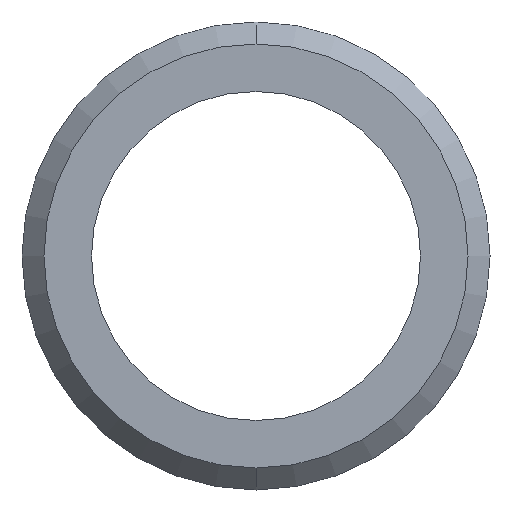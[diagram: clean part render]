
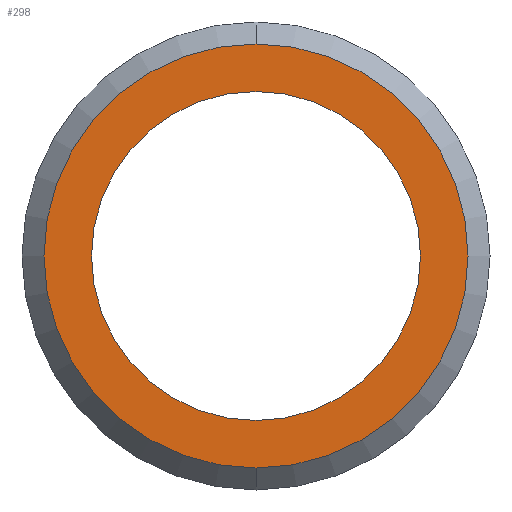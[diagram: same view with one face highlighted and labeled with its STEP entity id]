
A CAD part, front view. The second image highlights one B-rep face of the part: STEP entity #298.
In plain terms, the highlighted planar face has unit normal (0, -1, 0).
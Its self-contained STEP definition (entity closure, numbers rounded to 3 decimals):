
#10 = EDGE_CURVE ( 'NONE', #80, #264, #81, .T. ) ;
#11 = DIRECTION ( 'NONE',  ( 0., -1., 0. ) ) ;
#19 = CARTESIAN_POINT ( 'NONE',  ( 0., 0., 0. ) ) ;
#30 = ORIENTED_EDGE ( 'NONE', *, *, #374, .T. ) ;
#33 = EDGE_LOOP ( 'NONE', ( #284, #371 ) ) ;
#36 = DIRECTION ( 'NONE',  ( 0., 1., 0. ) ) ;
#43 = FACE_BOUND ( 'NONE', #33, .T. ) ;
#54 = VERTEX_POINT ( 'NONE', #262 ) ;
#56 = DIRECTION ( 'NONE',  ( 0., 0., 1. ) ) ;
#63 = DIRECTION ( 'NONE',  ( 0., 0., -1. ) ) ;
#66 = DIRECTION ( 'NONE',  ( 0., 0., -1. ) ) ;
#70 = CIRCLE ( 'NONE', #194, 14.5 ) ;
#71 = AXIS2_PLACEMENT_3D ( 'NONE', #364, #133, #63 ) ;
#77 = DIRECTION ( 'NONE',  ( 0., 1., 0. ) ) ;
#79 = VERTEX_POINT ( 'NONE', #229 ) ;
#80 = VERTEX_POINT ( 'NONE', #236 ) ;
#81 = CIRCLE ( 'NONE', #208, 11.25 ) ;
#93 = AXIS2_PLACEMENT_3D ( 'NONE', #244, #36, #231 ) ;
#129 = DIRECTION ( 'NONE',  ( 0., -1., 0. ) ) ;
#133 = DIRECTION ( 'NONE',  ( 0., -1., 0. ) ) ;
#166 = PLANE ( 'NONE',  #71 ) ;
#173 = ORIENTED_EDGE ( 'NONE', *, *, #353, .T. ) ;
#194 = AXIS2_PLACEMENT_3D ( 'NONE', #368, #11, #66 ) ;
#201 = CARTESIAN_POINT ( 'NONE',  ( 0., 0., 0. ) ) ;
#208 = AXIS2_PLACEMENT_3D ( 'NONE', #201, #77, #56 ) ;
#220 = CARTESIAN_POINT ( 'NONE',  ( 0., 0., -11.25 ) ) ;
#229 = CARTESIAN_POINT ( 'NONE',  ( 0., 0., 14.5 ) ) ;
#231 = DIRECTION ( 'NONE',  ( 0., 0., 1. ) ) ;
#233 = AXIS2_PLACEMENT_3D ( 'NONE', #19, #129, #331 ) ;
#236 = CARTESIAN_POINT ( 'NONE',  ( 0., 0., 11.25 ) ) ;
#244 = CARTESIAN_POINT ( 'NONE',  ( 0., 0., 0. ) ) ;
#261 = FACE_OUTER_BOUND ( 'NONE', #330, .T. ) ;
#262 = CARTESIAN_POINT ( 'NONE',  ( 0., 0., -14.5 ) ) ;
#264 = VERTEX_POINT ( 'NONE', #220 ) ;
#275 = CIRCLE ( 'NONE', #93, 11.25 ) ;
#284 = ORIENTED_EDGE ( 'NONE', *, *, #10, .T. ) ;
#298 = ADVANCED_FACE ( 'NONE', ( #261, #43 ), #166, .T. ) ;
#306 = EDGE_CURVE ( 'NONE', #264, #80, #275, .T. ) ;
#330 = EDGE_LOOP ( 'NONE', ( #30, #173 ) ) ;
#331 = DIRECTION ( 'NONE',  ( 0., 0., -1. ) ) ;
#353 = EDGE_CURVE ( 'NONE', #54, #79, #70, .T. ) ;
#364 = CARTESIAN_POINT ( 'NONE',  ( -11.25, 0., 0. ) ) ;
#367 = CIRCLE ( 'NONE', #233, 14.5 ) ;
#368 = CARTESIAN_POINT ( 'NONE',  ( 0., 0., 0. ) ) ;
#371 = ORIENTED_EDGE ( 'NONE', *, *, #306, .T. ) ;
#374 = EDGE_CURVE ( 'NONE', #79, #54, #367, .T. ) ;
